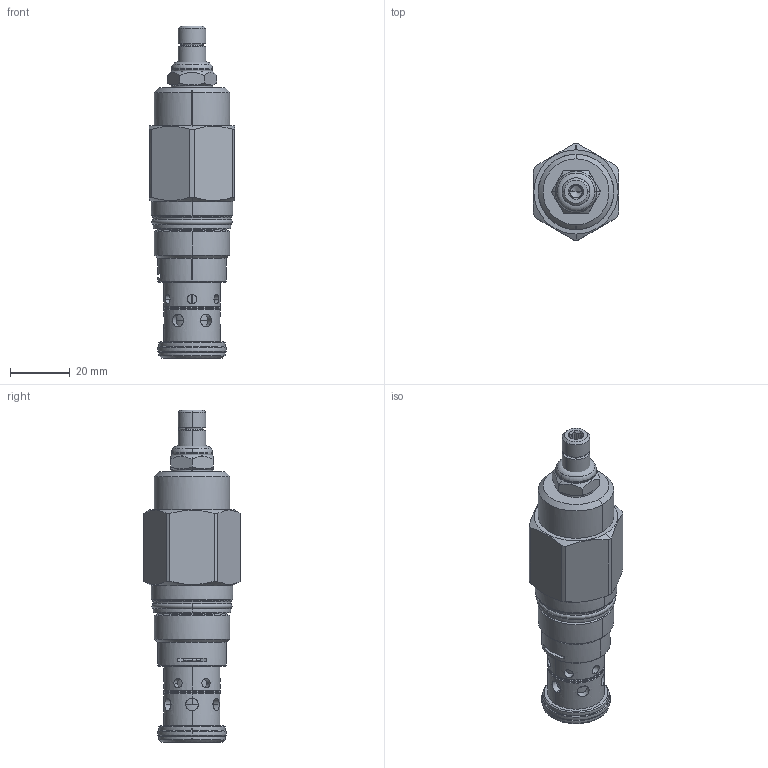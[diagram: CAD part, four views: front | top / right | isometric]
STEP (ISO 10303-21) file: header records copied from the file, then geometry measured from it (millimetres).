
FILE_DESCRIPTION((''),'2;1');
FILE_NAME('RDFALAN_SW_PRT','2019-07-09T',('charlief'),(''),'PRO/ENGINEER BY PARAMETRIC TECHNOLOGY CORPORATION, 2016010','PRO/ENGINEER BY PARAMETRIC TECHNOLOGY CORPORATION, 2016010','');
FILE_SCHEMA(('CONFIG_CONTROL_DESIGN'));
Products named in the file (1): RDFALAN_SW_PRT
Bounding box: 28.57 x 32.21 x 111.18 mm (x, y, z)
Surface area: 20343.8 mm2 (no closed solid volume)
Topology: 0 solids, 0 shells, 323 faces, 1560 edges, 1545 vertices
Faces by surface type: bspline 285, torus 38
Entity records: 70375 total; most frequent: CARTESIAN_POINT 56676, DIRECTION 2196, TRIMMED_CURVE 1747, DEFINITIONAL_REPRESENTATION 1534, PCURVE 1534, COMPOSITE_CURVE_SEGMENT 1534, VECTOR 1374, LINE 1374
